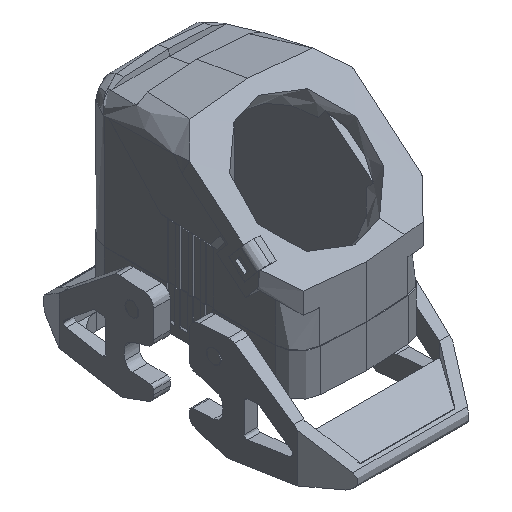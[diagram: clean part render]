
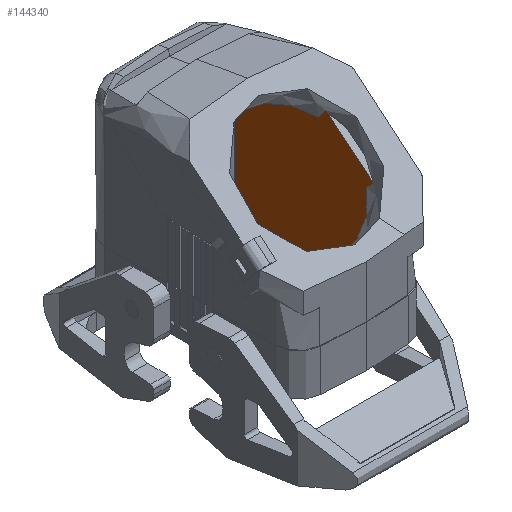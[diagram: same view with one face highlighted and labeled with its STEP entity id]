
A CAD part, isometric view. The second image highlights one B-rep face of the part: STEP entity #144340.
In plain terms, the highlighted face is planar.
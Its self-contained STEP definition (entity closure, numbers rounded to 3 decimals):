
#9250=CARTESIAN_POINT('',(14.223,-56.666,
-18.599));
#9260=VERTEX_POINT('',#9250);
#9290=CARTESIAN_POINT('',(18.178,-59.985,
-18.541));
#9300=DIRECTION('',(0.766,-0.643,
0.011));
#9310=VECTOR('',#9300,1.);
#9320=LINE('',#9290,#9310);
#9330=CARTESIAN_POINT('',(21.263,-62.574,
-18.496));
#9340=VERTEX_POINT('',#9330);
#9350=EDGE_CURVE('',#9260,#9340,#9320,.T.);
#10890=CARTESIAN_POINT('',(65.384,-37.538,
-18.933));
#10900=VERTEX_POINT('',#10890);
#10930=CARTESIAN_POINT('',(-2.531,-37.538,
-18.933));
#10940=DIRECTION('',(1.,0.,0.));
#10950=VECTOR('',#10940,1.);
#10960=LINE('',#10930,#10950);
#10970=CARTESIAN_POINT('',(68.278,-37.538,
-18.933));
#10980=VERTEX_POINT('',#10970);
#10990=EDGE_CURVE('',#10900,#10980,#10960,.T.);
#22460=CARTESIAN_POINT('',(11.096,-37.538,
-18.933));
#22470=VERTEX_POINT('',#22460);
#22500=CARTESIAN_POINT('',(-2.531,-37.538,
-18.933));
#22510=DIRECTION('',(1.,0.,0.));
#22520=VECTOR('',#22510,1.);
#22530=LINE('',#22500,#22520);
#22540=CARTESIAN_POINT('',(13.889,-37.538,
-18.933));
#22550=VERTEX_POINT('',#22540);
#22560=EDGE_CURVE('',#22470,#22550,#22530,.T.);
#27120=CARTESIAN_POINT('',(64.583,-83.443,
-18.132));
#27130=VERTEX_POINT('',#27120);
#27160=CARTESIAN_POINT('',(65.889,-8.638,
-19.437));
#27170=DIRECTION('',(-0.017,-1.,
0.017));
#27180=VECTOR('',#27170,1.);
#27190=LINE('',#27160,#27180);
#27200=EDGE_CURVE('',#10900,#27130,#27190,.T.);
#32800=CARTESIAN_POINT('',(13.385,-8.638,
-19.437));
#32810=DIRECTION('',(0.017,-1.,
0.017));
#32820=VECTOR('',#32810,1.);
#32830=LINE('',#32800,#32820);
#32840=EDGE_CURVE('',#22550,#9260,#32830,.T.);
#41480=CARTESIAN_POINT('',(68.438,-28.387,
-19.093));
#41490=DIRECTION('',(-0.017,-1.,
0.017));
#41500=VECTOR('',#41490,1.);
#41510=LINE('',#41480,#41500);
#41520=CARTESIAN_POINT('',(68.438,-28.387,
-19.093));
#41530=VERTEX_POINT('',#41520);
#41540=EDGE_CURVE('',#41530,#10980,#41510,.T.);
#53280=CARTESIAN_POINT('',(10.936,-28.387,
-19.093));
#53290=VERTEX_POINT('',#53280);
#53320=CARTESIAN_POINT('',(10.936,-28.387,
-19.093));
#53330=DIRECTION('',(0.017,-1.,
0.017));
#53340=VECTOR('',#53330,1.);
#53350=LINE('',#53320,#53340);
#53360=EDGE_CURVE('',#53290,#22470,#53350,.T.);
#63730=CARTESIAN_POINT('',(-2.531,-28.387,
-19.093));
#63740=DIRECTION('',(-1.,0.,0.));
#63750=VECTOR('',#63740,1.);
#63760=LINE('',#63730,#63750);
#63770=EDGE_CURVE('',#41530,#53290,#63760,.T.);
#91730=CARTESIAN_POINT('',(22.479,-76.304,
-0.197));
#91740=DIRECTION('',(-0.643,-0.766,
0.));
#91750=DIRECTION('',(0.766,-0.643,
-0.001));
#91760=AXIS2_PLACEMENT_3D('',#91730,#91740,#91750);
#91770=CONICAL_SURFACE('',#91760,20.907,0.017);
#142420=CARTESIAN_POINT('',(25.939,-72.18,
-0.197));
#142430=DIRECTION('',(-0.643,-0.766,
0.));
#142440=DIRECTION('',(0.766,-0.643,
-0.001));
#142450=AXIS2_PLACEMENT_3D('',#142420,#142430,#142440);
#142460=CONICAL_SURFACE('',#142450,29.421,0.719);
#142680=CARTESIAN_POINT('',(43.83,-87.102,
-18.068));
#142690=VERTEX_POINT('',#142680);
#142720=CARTESIAN_POINT('',(18.178,-91.625,
-17.989));
#142730=DIRECTION('',(0.985,0.174,
-0.003));
#142740=VECTOR('',#142730,1.);
#142750=LINE('',#142720,#142740);
#142760=EDGE_CURVE('',#142690,#27130,#142750,.T.);
#143470=CARTESIAN_POINT('',(69.883,-105.092,
-17.754));
#143480=DIRECTION('',(0.,0.017,
1.));
#143490=DIRECTION('',(0.,1.,
-0.017));
#143500=AXIS2_PLACEMENT_3D('',#143470,#143480,#143490);
#143510=PLANE('',#143500);
#143520=CARTESIAN_POINT('',(42.474,-79.458,
-18.201));
#143530=CARTESIAN_POINT('',(42.611,-80.091,
-18.19));
#143540=CARTESIAN_POINT('',(42.741,-80.725,
-18.179));
#143550=CARTESIAN_POINT('',(42.864,-81.36,
-18.168));
#143560=CARTESIAN_POINT('',(42.988,-81.995,
-18.157));
#143570=CARTESIAN_POINT('',(43.105,-82.632,
-18.146));
#143580=CARTESIAN_POINT('',(43.217,-83.27,
-18.135));
#143590=CARTESIAN_POINT('',(43.328,-83.907,
-18.123));
#143600=CARTESIAN_POINT('',(43.435,-84.546,
-18.112));
#143610=CARTESIAN_POINT('',(43.537,-85.185,
-18.101));
#143620=CARTESIAN_POINT('',(43.639,-85.823,
-18.09));
#143630=CARTESIAN_POINT('',(43.736,-86.462,
-18.079));
#143640=CARTESIAN_POINT('',(43.83,-87.102,
-18.068));
#143650=B_SPLINE_CURVE_WITH_KNOTS('',3,(#143520,#143530,#143540,#143550,
#143560,#143570,#143580,#143590,#143600,#143610,#143620,#143630,#143640)
,.UNSPECIFIED.,.F.,.F.,(4,3,3,3,4),(0.,1.942,3.884
,5.826,7.766),.UNSPECIFIED.);
#143660=SURFACE_CURVE('',#143650,(#142460,#143510),.CURVE_3D.);
#143670=CARTESIAN_POINT('',(42.474,-79.458,
-18.201));
#143680=VERTEX_POINT('',#143670);
#143690=EDGE_CURVE('',#143680,#142690,#143660,.T.);
#143700=ORIENTED_EDGE('',*,*,#143690,.T.);
#143710=CARTESIAN_POINT('',(18.178,-59.071,
-18.557));
#143720=DIRECTION('',(0.766,-0.643,
0.011));
#143730=VECTOR('',#143720,1.);
#143740=LINE('',#143710,#143730);
#143750=CARTESIAN_POINT('',(36.941,-74.815,
-18.282));
#143760=VERTEX_POINT('',#143750);
#143770=EDGE_CURVE('',#143760,#143680,#143740,.T.);
#143780=ORIENTED_EDGE('',*,*,#143770,.T.);
#143790=CARTESIAN_POINT('',(34.545,-78.047,
-18.226));
#143800=CARTESIAN_POINT('',(34.745,-77.778,
-18.23));
#143810=CARTESIAN_POINT('',(34.945,-77.509,
-18.235));
#143820=CARTESIAN_POINT('',(35.144,-77.239,
-18.24));
#143830=CARTESIAN_POINT('',(35.344,-76.97,
-18.244));
#143840=CARTESIAN_POINT('',(35.544,-76.701,
-18.249));
#143850=CARTESIAN_POINT('',(35.744,-76.432,
-18.254));
#143860=CARTESIAN_POINT('',(35.943,-76.162,
-18.259));
#143870=CARTESIAN_POINT('',(36.143,-75.893,
-18.263));
#143880=CARTESIAN_POINT('',(36.343,-75.624,
-18.268));
#143890=CARTESIAN_POINT('',(36.542,-75.354,
-18.273));
#143900=CARTESIAN_POINT('',(36.742,-75.085,
-18.277));
#143910=CARTESIAN_POINT('',(36.941,-74.815,
-18.282));
#143920=B_SPLINE_CURVE_WITH_KNOTS('',3,(#143790,#143800,#143810,#143820,
#143830,#143840,#143850,#143860,#143870,#143880,#143890,#143900,#143910)
,.UNSPECIFIED.,.F.,.F.,(4,3,3,3,4),(0.,1.006,2.012
,3.018,4.024),.UNSPECIFIED.);
#143930=SURFACE_CURVE('',#143920,(#91770,#143510),.CURVE_3D.);
#143940=CARTESIAN_POINT('',(34.545,-78.047,
-18.226));
#143950=VERTEX_POINT('',#143940);
#143960=EDGE_CURVE('',#143950,#143760,#143930,.T.);
#143970=ORIENTED_EDGE('',*,*,#143960,.T.);
#143980=CARTESIAN_POINT('',(18.178,-64.313,
-18.465));
#143990=DIRECTION('',(-0.766,0.643,
-0.011));
#144000=VECTOR('',#143990,1.);
#144010=LINE('',#143980,#144000);
#144020=CARTESIAN_POINT('',(18.978,-64.985,
-18.454));
#144030=VERTEX_POINT('',#144020);
#144040=EDGE_CURVE('',#143950,#144030,#144010,.T.);
#144050=ORIENTED_EDGE('',*,*,#144040,.F.);
#144060=CARTESIAN_POINT('',(21.263,-62.574,
-18.496));
#144070=CARTESIAN_POINT('',(21.073,-62.774,
-18.492));
#144080=CARTESIAN_POINT('',(20.882,-62.975,
-18.489));
#144090=CARTESIAN_POINT('',(20.692,-63.176,
-18.485));
#144100=CARTESIAN_POINT('',(20.501,-63.377,
-18.482));
#144110=CARTESIAN_POINT('',(20.311,-63.578,
-18.478));
#144120=CARTESIAN_POINT('',(20.12,-63.779,
-18.475));
#144130=CARTESIAN_POINT('',(19.93,-63.98,
-18.471));
#144140=CARTESIAN_POINT('',(19.74,-64.181,
-18.468));
#144150=CARTESIAN_POINT('',(19.549,-64.382,
-18.464));
#144160=CARTESIAN_POINT('',(19.359,-64.583,
-18.461));
#144170=CARTESIAN_POINT('',(19.169,-64.784,
-18.457));
#144180=CARTESIAN_POINT('',(18.978,-64.985,
-18.454));
#144190=B_SPLINE_CURVE_WITH_KNOTS('',3,(#144060,#144070,#144080,#144090,
#144100,#144110,#144120,#144130,#144140,#144150,#144160,#144170,#144180)
,.UNSPECIFIED.,.F.,.F.,(4,3,3,3,4),(0.,0.831,
1.661,2.492,3.322),.UNSPECIFIED.);
#144200=SURFACE_CURVE('',#144190,(#91770,#143510),.CURVE_3D.);
#144210=EDGE_CURVE('',#9340,#144030,#144200,.T.);
#144220=ORIENTED_EDGE('',*,*,#144210,.T.);
#144230=ORIENTED_EDGE('',*,*,#9350,.T.);
#144240=ORIENTED_EDGE('',*,*,#32840,.T.);
#144250=ORIENTED_EDGE('',*,*,#22560,.T.);
#144260=ORIENTED_EDGE('',*,*,#53360,.T.);
#144270=ORIENTED_EDGE('',*,*,#63770,.T.);
#144280=ORIENTED_EDGE('',*,*,#41540,.F.);
#144290=ORIENTED_EDGE('',*,*,#10990,.T.);
#144300=ORIENTED_EDGE('',*,*,#27200,.F.);
#144310=ORIENTED_EDGE('',*,*,#142760,.T.);
#144320=EDGE_LOOP('',(#144310,#144300,#144290,#144280,#144270,#144260,
#144250,#144240,#144230,#144220,#144050,#143970,#143780,#143700));
#144330=FACE_OUTER_BOUND('',#144320,.T.);
#144340=ADVANCED_FACE('',(#144330),#143510,.T.);
